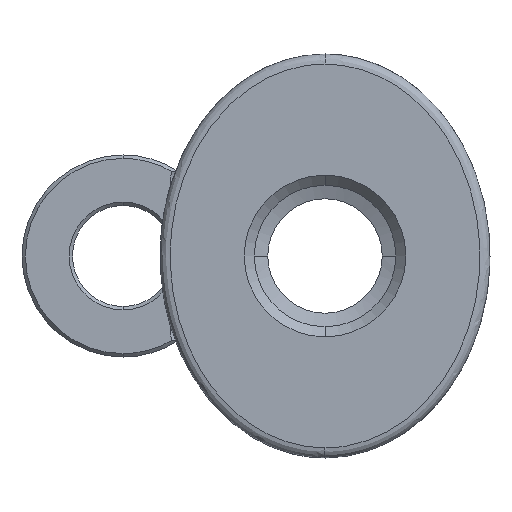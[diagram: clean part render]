
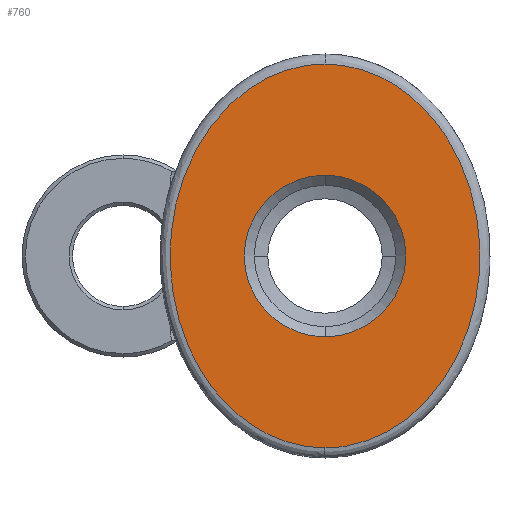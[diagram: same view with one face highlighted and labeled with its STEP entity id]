
A CAD part, left-side view. The second image highlights one B-rep face of the part: STEP entity #760.
In plain terms, the highlighted planar face has unit normal (-1, 0, 0).
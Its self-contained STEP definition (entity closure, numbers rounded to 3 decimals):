
#243 = ORIENTED_EDGE ( 'NONE', *, *, #1679, .F. ) ;
#413 = AXIS2_PLACEMENT_3D ( 'NONE', #4107, #3225, #1183 ) ;
#438 = CIRCLE ( 'NONE', #1766, 2.4 ) ;
#466 = CARTESIAN_POINT ( 'NONE',  ( 1612.977, 1224.473, -4.227 ) ) ;
#663 = AXIS2_PLACEMENT_3D ( 'NONE', #5467, #2249, #900 ) ;
#758 = PLANE ( 'NONE',  #413 ) ;
#760 = ADVANCED_FACE ( 'NONE', ( #4440, #1836 ), #758, .T. ) ;
#856 = CARTESIAN_POINT ( 'NONE',  ( 1612.977, 1221.322, 5.7 ) ) ;
#874 = EDGE_CURVE ( 'NONE', #2557, #3451, #2300, .T. ) ;
#900 = DIRECTION ( 'NONE',  ( 0., 0., 1. ) ) ;
#917 = CARTESIAN_POINT ( 'NONE',  ( 1612.977, 1225.935, 0.871 ) ) ;
#1058 = CARTESIAN_POINT ( 'NONE',  ( 1612.977, 1216.631, 1.034 ) ) ;
#1176 = CARTESIAN_POINT ( 'NONE',  ( 1612.977, 1220.254, -5.658 ) ) ;
#1183 = DIRECTION ( 'NONE',  ( 0., -1., 0. ) ) ;
#1193 = CARTESIAN_POINT ( 'NONE',  ( 1612.977, 1221.322, 5.7 ) ) ;
#1224 = B_SPLINE_CURVE_WITH_KNOTS ( 'NONE', 3,
 ( #1524, #4383, #2568, #1581, #4767, #1058, #2476, #5304, #5340, #3413, #1176, #2016, #4348, #3897 ),
 .UNSPECIFIED., .F., .F.,
 ( 4, 2, 2, 2, 2, 2, 4 ),
 ( 0., 0.546, 1.091, 1.957, 2.58, 3.111, 3.142 ),
 .UNSPECIFIED. ) ;
#1524 = CARTESIAN_POINT ( 'NONE',  ( 1612.977, 1221.322, 5.7 ) ) ;
#1581 = CARTESIAN_POINT ( 'NONE',  ( 1612.977, 1218.024, 4.114 ) ) ;
#1679 = EDGE_CURVE ( 'NONE', #4566, #2022, #1224, .T. ) ;
#1701 = DIRECTION ( 'NONE',  ( 0., 0., 1. ) ) ;
#1738 = CARTESIAN_POINT ( 'NONE',  ( 1612.977, 1221.325, -5.7 ) ) ;
#1766 = AXIS2_PLACEMENT_3D ( 'NONE', #2662, #4499, #1701 ) ;
#1836 = FACE_BOUND ( 'NONE', #2896, .T. ) ;
#1887 = ORIENTED_EDGE ( 'NONE', *, *, #874, .F. ) ;
#2016 = CARTESIAN_POINT ( 'NONE',  ( 1612.977, 1221.218, -5.699 ) ) ;
#2022 = VERTEX_POINT ( 'NONE', #1738 ) ;
#2225 = CARTESIAN_POINT ( 'NONE',  ( 1612.977, 1221.322, -2.4 ) ) ;
#2249 = DIRECTION ( 'NONE',  ( -1., 0., 0. ) ) ;
#2271 = CARTESIAN_POINT ( 'NONE',  ( 1612.977, 1221.325, -5.7 ) ) ;
#2300 = CIRCLE ( 'NONE', #663, 2.4 ) ;
#2304 = CARTESIAN_POINT ( 'NONE',  ( 1612.977, 1223.472, 5.08 ) ) ;
#2476 = CARTESIAN_POINT ( 'NONE',  ( 1612.977, 1216.583, -0.544 ) ) ;
#2557 = VERTEX_POINT ( 'NONE', #2225 ) ;
#2568 = CARTESIAN_POINT ( 'NONE',  ( 1612.977, 1219.461, 5.321 ) ) ;
#2590 = B_SPLINE_CURVE_WITH_KNOTS ( 'NONE', 3,
 ( #2271, #2671, #5526, #3634, #466, #3234, #5459, #917, #3569, #4533, #4955, #2304, #5973, #3203, #3132, #856 ),
 .UNSPECIFIED., .F., .F.,
 ( 4, 2, 2, 2, 2, 2, 2, 4 ),
 ( 3.142, 3.542, 3.974, 4.693, 5.254, 5.734, 6.067, 6.283 ),
 .UNSPECIFIED. ) ;
#2662 = CARTESIAN_POINT ( 'NONE',  ( 1612.977, 1221.322, 0. ) ) ;
#2671 = CARTESIAN_POINT ( 'NONE',  ( 1612.977, 1222.013, -5.698 ) ) ;
#2741 = ORIENTED_EDGE ( 'NONE', *, *, #5632, .F. ) ;
#2896 = EDGE_LOOP ( 'NONE', ( #1887, #2741 ) ) ;
#2980 = ORIENTED_EDGE ( 'NONE', *, *, #4112, .F. ) ;
#3132 = CARTESIAN_POINT ( 'NONE',  ( 1612.977, 1221.692, 5.7 ) ) ;
#3203 = CARTESIAN_POINT ( 'NONE',  ( 1612.977, 1222.066, 5.643 ) ) ;
#3225 = DIRECTION ( 'NONE',  ( -1., 0., 0. ) ) ;
#3234 = CARTESIAN_POINT ( 'NONE',  ( 1612.977, 1225.563, -2.576 ) ) ;
#3413 = CARTESIAN_POINT ( 'NONE',  ( 1612.977, 1219.372, -5.267 ) ) ;
#3451 = VERTEX_POINT ( 'NONE', #5338 ) ;
#3569 = CARTESIAN_POINT ( 'NONE',  ( 1612.977, 1225.752, 1.838 ) ) ;
#3634 = CARTESIAN_POINT ( 'NONE',  ( 1612.977, 1223.938, -4.769 ) ) ;
#3897 = CARTESIAN_POINT ( 'NONE',  ( 1612.977, 1221.325, -5.7 ) ) ;
#4107 = CARTESIAN_POINT ( 'NONE',  ( 1612.977, 1221.322, 3.5 ) ) ;
#4112 = EDGE_CURVE ( 'NONE', #2022, #4566, #2590, .T. ) ;
#4348 = CARTESIAN_POINT ( 'NONE',  ( 1612.977, 1221.271, -5.7 ) ) ;
#4383 = CARTESIAN_POINT ( 'NONE',  ( 1612.977, 1220.389, 5.7 ) ) ;
#4388 = EDGE_LOOP ( 'NONE', ( #243, #2980 ) ) ;
#4440 = FACE_OUTER_BOUND ( 'NONE', #4388, .T. ) ;
#4499 = DIRECTION ( 'NONE',  ( -1., 0., 0. ) ) ;
#4533 = CARTESIAN_POINT ( 'NONE',  ( 1612.977, 1225.027, 3.484 ) ) ;
#4566 = VERTEX_POINT ( 'NONE', #1193 ) ;
#4767 = CARTESIAN_POINT ( 'NONE',  ( 1612.977, 1217.495, 3.304 ) ) ;
#4955 = CARTESIAN_POINT ( 'NONE',  ( 1612.977, 1224.543, 4.176 ) ) ;
#5304 = CARTESIAN_POINT ( 'NONE',  ( 1612.977, 1217.309, -2.989 ) ) ;
#5338 = CARTESIAN_POINT ( 'NONE',  ( 1612.977, 1221.322, 2.4 ) ) ;
#5340 = CARTESIAN_POINT ( 'NONE',  ( 1612.977, 1217.868, -3.957 ) ) ;
#5459 = CARTESIAN_POINT ( 'NONE',  ( 1612.977, 1225.904, -1.339 ) ) ;
#5467 = CARTESIAN_POINT ( 'NONE',  ( 1612.977, 1221.322, 0. ) ) ;
#5526 = CARTESIAN_POINT ( 'NONE',  ( 1612.977, 1222.7, -5.499 ) ) ;
#5632 = EDGE_CURVE ( 'NONE', #3451, #2557, #438, .T. ) ;
#5973 = CARTESIAN_POINT ( 'NONE',  ( 1612.977, 1222.965, 5.368 ) ) ;
